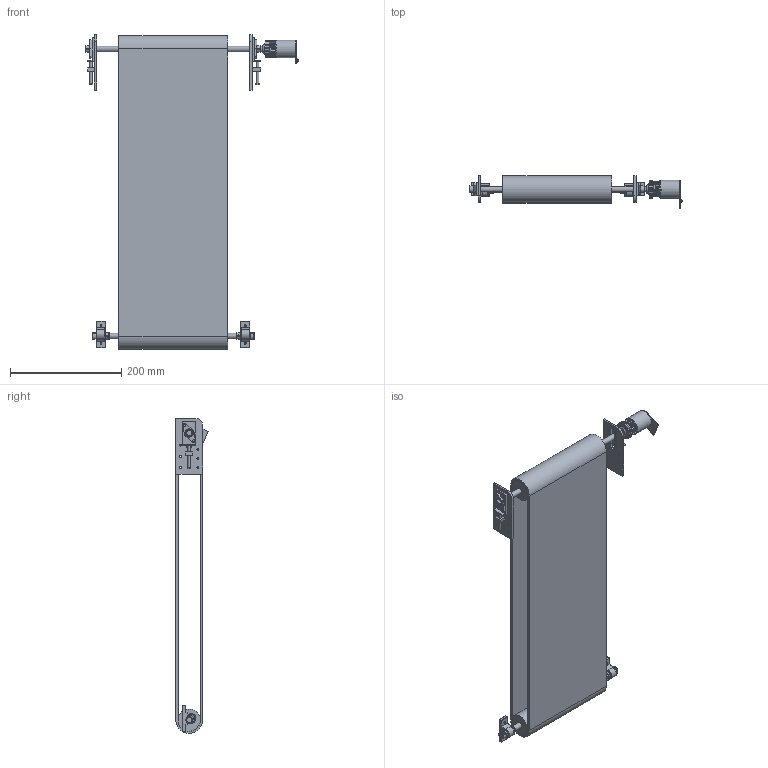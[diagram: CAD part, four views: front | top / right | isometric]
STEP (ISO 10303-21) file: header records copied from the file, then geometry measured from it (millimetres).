
FILE_DESCRIPTION(/* description */ (''),/* implementation_level */ '2;1');
FILE_NAME(/* name */ 'Convenyor Belt_.stp',/* time_stamp */ '2025-01-31T12:02:40-05:00',/* author */ ('sara_'),/* organization */ (''),/* preprocessor_version */ 'ST-DEVELOPER v19.2',/* originating_system */ 'Autodesk Inventor 2024',/* authorisation */ '');
FILE_SCHEMA (('AUTOMOTIVE_DESIGN { 1 0 10303 214 3 1 1 }'));
Length unit declared in the file: millimetre
Products named in the file (1): Convenyor Belt_
Bounding box: 383.56 x 58.08 x 566.48 mm (x, y, z)
Volume: 1531129.3 mm3; surface area: 590255.8 mm2
Topology: 31 solids, 31 shells, 624 faces, 1455 edges, 930 vertices
Faces by surface type: plane 298, cylinder 246, torus 72, bspline 8
Full cylindrical faces by diameter (mm): 0.6 x4, 2.88 x4, 3.2 x38, 4.8 x6, 5 x1, 6.4 x2, 10 x18, 10.4 x2, 12 x6, 14 x1, 14.8 x6, 20 x4, 32 x3, 40 x2
Entity records: 19498 total; most frequent: CARTESIAN_POINT 3864, DIRECTION 3351, ORIENTED_EDGE 2910, EDGE_CURVE 1455, AXIS2_PLACEMENT_3D 1315, VERTEX_POINT 930, EDGE_LOOP 793, LINE 721
